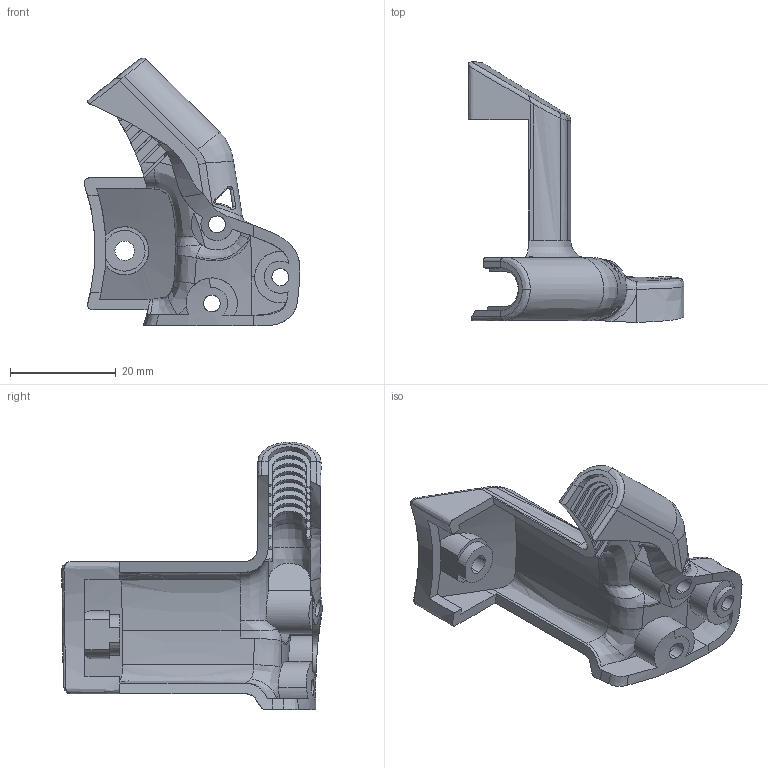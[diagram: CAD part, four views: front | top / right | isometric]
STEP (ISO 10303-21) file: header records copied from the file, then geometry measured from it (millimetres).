
FILE_DESCRIPTION (( 'STEP AP214' ), '1' );
FILE_NAME ('UNTR-AII-05-16 膝关节电机压线盖814R.step', '2021-09-17T08:28:29', ( 'o' ), ( '' ), 'SwSTEP 2.0', 'SolidWorks 2019', '' );
FILE_SCHEMA (( 'AUTOMOTIVE_DESIGN' ));
Length unit declared in the file: millimetre
Products named in the file (1): UNTR-AII-05-16 膝关节电机压线盖814R
Bounding box: 40.93 x 49.38 x 50.79 mm (x, y, z)
Volume: 6985.6 mm3; surface area: 7863.2 mm2
Topology: 1 solids, 1 shells, 298 faces, 944 edges, 637 vertices
Faces by surface type: bspline 142, plane 96, cylinder 58, cone 2
Entity records: 36374 total; most frequent: CARTESIAN_POINT 29734, ORIENTED_EDGE 1888, EDGE_CURVE 944, B_SPLINE_CURVE_WITH_KNOTS 692, VERTEX_POINT 637, DIRECTION 610, EDGE_LOOP 309, FACE_OUTER_BOUND 298
